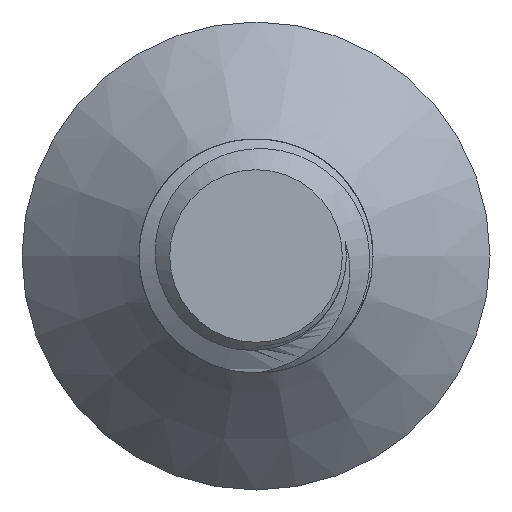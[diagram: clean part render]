
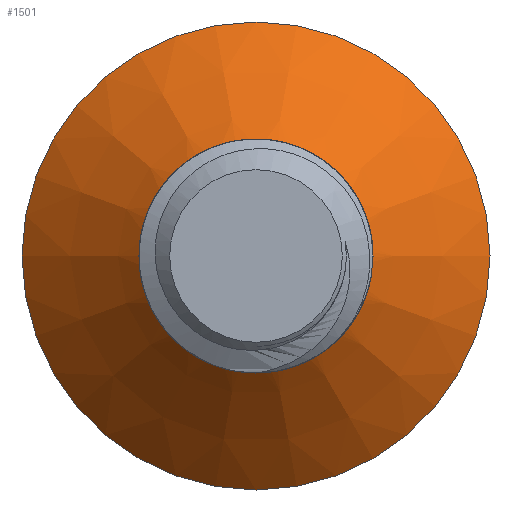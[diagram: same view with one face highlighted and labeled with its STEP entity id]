
A CAD part, left-side view. The second image highlights one B-rep face of the part: STEP entity #1501.
In plain terms, the highlighted conical face has half-angle 45 degrees and reference radius 2 mm.
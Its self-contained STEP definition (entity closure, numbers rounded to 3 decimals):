
#32=CONICAL_SURFACE('',#1605,2.,0.785);
#101=B_SPLINE_CURVE_WITH_KNOTS('',3,(#5255,#5256,#5257,#5258,#5259,#5260,
#5261,#5262,#5263,#5264,#5265,#5266,#5267,#5268),.UNSPECIFIED.,.F.,.F.,
(4,2,2,2,2,2,4),(0.596,0.598,0.636,
0.677,0.724,0.775,0.824),
 .UNSPECIFIED.);
#102=B_SPLINE_CURVE_WITH_KNOTS('',3,(#5269,#5270,#5271,#5272,#5273,#5274,
#5275,#5276,#5277,#5278,#5279,#5280,#5281,#5282),.UNSPECIFIED.,.F.,.F.,
(4,2,2,2,2,2,4),(0.,0.042,0.084,0.143,
0.188,0.219,0.244),.UNSPECIFIED.);
#103=B_SPLINE_CURVE_WITH_KNOTS('',3,(#5283,#5284,#5285,#5286,#5287,#5288,
#5289,#5290,#5291,#5292,#5293,#5294,#5295,#5296,#5297,#5298,#5299,#5300,
#5301,#5302,#5303,#5304,#5305,#5306,#5307,#5308),.UNSPECIFIED.,.F.,.F.,
(4,2,2,2,2,2,2,2,2,2,2,2,4),(0.,0.04,0.072,
0.106,0.142,0.179,0.214,
0.263,0.335,0.401,0.472,
0.546,0.596),.UNSPECIFIED.);
#173=FACE_OUTER_BOUND('',#258,.T.);
#258=EDGE_LOOP('',(#1160,#1161,#1162,#1163,#1164,#1165,#1166,#1167));
#280=CIRCLE('',#1538,1.545);
#282=CIRCLE('',#1572,2.);
#284=CIRCLE('',#1606,4.);
#428=LINE('',#5254,#506);
#506=VECTOR('',#1842,2.);
#523=VERTEX_POINT('',#1919);
#524=VERTEX_POINT('',#1931);
#590=VERTEX_POINT('',#2878);
#591=VERTEX_POINT('',#2913);
#654=VERTEX_POINT('',#5251);
#655=VERTEX_POINT('',#5253);
#674=EDGE_CURVE('',#524,#523,#280,.T.);
#772=EDGE_CURVE('',#591,#590,#282,.T.);
#866=EDGE_CURVE('',#654,#654,#284,.T.);
#867=EDGE_CURVE('',#654,#655,#428,.T.);
#868=EDGE_CURVE('',#655,#591,#101,.T.);
#869=EDGE_CURVE('',#590,#524,#102,.T.);
#870=EDGE_CURVE('',#523,#655,#103,.T.);
#1160=ORIENTED_EDGE('',*,*,#866,.F.);
#1161=ORIENTED_EDGE('',*,*,#867,.T.);
#1162=ORIENTED_EDGE('',*,*,#868,.T.);
#1163=ORIENTED_EDGE('',*,*,#772,.T.);
#1164=ORIENTED_EDGE('',*,*,#869,.T.);
#1165=ORIENTED_EDGE('',*,*,#674,.T.);
#1166=ORIENTED_EDGE('',*,*,#870,.T.);
#1167=ORIENTED_EDGE('',*,*,#867,.F.);
#1501=ADVANCED_FACE('',(#173),#32,.T.);
#1538=AXIS2_PLACEMENT_3D('',#1932,#1642,#1643);
#1572=AXIS2_PLACEMENT_3D('',#2914,#1742,#1743);
#1605=AXIS2_PLACEMENT_3D('',#5250,#1838,#1839);
#1606=AXIS2_PLACEMENT_3D('',#5252,#1840,#1841);
#1642=DIRECTION('center_axis',(0.,0.,
1.));
#1643=DIRECTION('ref_axis',(-0.985,-0.174,0.));
#1742=DIRECTION('center_axis',(0.,0.,1.));
#1743=DIRECTION('ref_axis',(0.,-1.,0.));
#1838=DIRECTION('center_axis',(0.,0.,1.));
#1839=DIRECTION('ref_axis',(0.,-1.,0.));
#1840=DIRECTION('center_axis',(0.,0.,1.));
#1841=DIRECTION('ref_axis',(0.,-1.,0.));
#1842=DIRECTION('',(0.,-0.707,-0.707));
#1919=CARTESIAN_POINT('',(-1.522,-0.269,-2.755));
#1931=CARTESIAN_POINT('',(-1.268,0.884,-2.755));
#1932=CARTESIAN_POINT('Origin',(0.,0.,
-2.755));
#2878=CARTESIAN_POINT('',(-0.874,-1.799,-2.3));
#2913=CARTESIAN_POINT('',(-1.894,-0.643,-2.3));
#2914=CARTESIAN_POINT('Origin',(0.,0.,-2.3));
#5250=CARTESIAN_POINT('Origin',(0.,0.,-2.3));
#5251=CARTESIAN_POINT('',(0.,4.,-0.3));
#5252=CARTESIAN_POINT('Origin',(0.,0.,-0.3));
#5253=CARTESIAN_POINT('',(0.,1.865,-2.435));
#5254=CARTESIAN_POINT('',(0.,2.,-2.3));
#5255=CARTESIAN_POINT('Ctrl Pts',(0.,1.865,
-2.435));
#5256=CARTESIAN_POINT('Ctrl Pts',(-0.013,1.866,
-2.434));
#5257=CARTESIAN_POINT('Ctrl Pts',(-0.025,1.866,
-2.434));
#5258=CARTESIAN_POINT('Ctrl Pts',(-0.27,1.869,-2.425));
#5259=CARTESIAN_POINT('Ctrl Pts',(-0.5,1.831,-2.417));
#5260=CARTESIAN_POINT('Ctrl Pts',(-0.951,1.666,-2.398));
#5261=CARTESIAN_POINT('Ctrl Pts',(-1.166,1.535,-2.388));
#5262=CARTESIAN_POINT('Ctrl Pts',(-1.56,1.174,-2.368));
#5263=CARTESIAN_POINT('Ctrl Pts',(-1.702,0.957,-2.36));
#5264=CARTESIAN_POINT('Ctrl Pts',(-1.899,0.53,-2.344));
#5265=CARTESIAN_POINT('Ctrl Pts',(-1.959,0.289,-2.335));
#5266=CARTESIAN_POINT('Ctrl Pts',(-1.988,-0.188,
-2.317));
#5267=CARTESIAN_POINT('Ctrl Pts',(-1.961,-0.42,
-2.308));
#5268=CARTESIAN_POINT('Ctrl Pts',(-1.894,-0.643,
-2.3));
#5269=CARTESIAN_POINT('Ctrl Pts',(-0.874,-1.799,
-2.3));
#5270=CARTESIAN_POINT('Ctrl Pts',(-0.989,-1.722,
-2.319));
#5271=CARTESIAN_POINT('Ctrl Pts',(-1.097,-1.632,-2.338));
#5272=CARTESIAN_POINT('Ctrl Pts',(-1.29,-1.432,-2.377));
#5273=CARTESIAN_POINT('Ctrl Pts',(-1.376,-1.322,-2.396));
#5274=CARTESIAN_POINT('Ctrl Pts',(-1.553,-1.039,-2.442));
#5275=CARTESIAN_POINT('Ctrl Pts',(-1.659,-0.817,
-2.472));
#5276=CARTESIAN_POINT('Ctrl Pts',(-1.738,-0.334,
-2.543));
#5277=CARTESIAN_POINT('Ctrl Pts',(-1.733,-0.123,
-2.575));
#5278=CARTESIAN_POINT('Ctrl Pts',(-1.658,0.229,-2.633));
#5279=CARTESIAN_POINT('Ctrl Pts',(-1.607,0.371,-2.658));
#5280=CARTESIAN_POINT('Ctrl Pts',(-1.483,0.609,-2.701));
#5281=CARTESIAN_POINT('Ctrl Pts',(-1.397,0.751,-2.725));
#5282=CARTESIAN_POINT('Ctrl Pts',(-1.268,0.884,-2.755));
#5283=CARTESIAN_POINT('Ctrl Pts',(-1.522,-0.269,
-2.755));
#5284=CARTESIAN_POINT('Ctrl Pts',(-1.505,-0.402,-2.748));
#5285=CARTESIAN_POINT('Ctrl Pts',(-1.465,-0.588,-2.74));
#5286=CARTESIAN_POINT('Ctrl Pts',(-1.262,-0.965,
-2.722));
#5287=CARTESIAN_POINT('Ctrl Pts',(-1.144,-1.115,-2.714));
#5288=CARTESIAN_POINT('Ctrl Pts',(-0.851,-1.375,
-2.696));
#5289=CARTESIAN_POINT('Ctrl Pts',(-0.674,-1.48,
-2.686));
#5290=CARTESIAN_POINT('Ctrl Pts',(-0.281,-1.622,
-2.668));
#5291=CARTESIAN_POINT('Ctrl Pts',(-0.067,-1.653,
-2.659));
#5292=CARTESIAN_POINT('Ctrl Pts',(0.371,-1.632,-2.642));
#5293=CARTESIAN_POINT('Ctrl Pts',(0.591,-1.576,-2.632));
#5294=CARTESIAN_POINT('Ctrl Pts',(0.981,-1.388,-2.613));
#5295=CARTESIAN_POINT('Ctrl Pts',(1.15,-1.264,-2.604));
#5296=CARTESIAN_POINT('Ctrl Pts',(1.491,-0.899,-2.583));
#5297=CARTESIAN_POINT('Ctrl Pts',(1.593,-0.68,-2.575));
#5298=CARTESIAN_POINT('Ctrl Pts',(1.726,-0.32,-2.559));
#5299=CARTESIAN_POINT('Ctrl Pts',(1.763,-0.092,
-2.549));
#5300=CARTESIAN_POINT('Ctrl Pts',(1.747,0.351,-2.531));
#5301=CARTESIAN_POINT('Ctrl Pts',(1.7,0.561,-2.522));
#5302=CARTESIAN_POINT('Ctrl Pts',(1.529,0.966,-2.506));
#5303=CARTESIAN_POINT('Ctrl Pts',(1.4,1.157,-2.498));
#5304=CARTESIAN_POINT('Ctrl Pts',(1.077,1.487,-2.479));
#5305=CARTESIAN_POINT('Ctrl Pts',(0.881,1.621,-2.47));
#5306=CARTESIAN_POINT('Ctrl Pts',(0.52,1.778,-2.454));
#5307=CARTESIAN_POINT('Ctrl Pts',(0.296,1.855,-2.445));
#5308=CARTESIAN_POINT('Ctrl Pts',(0.,1.865,
-2.435));
